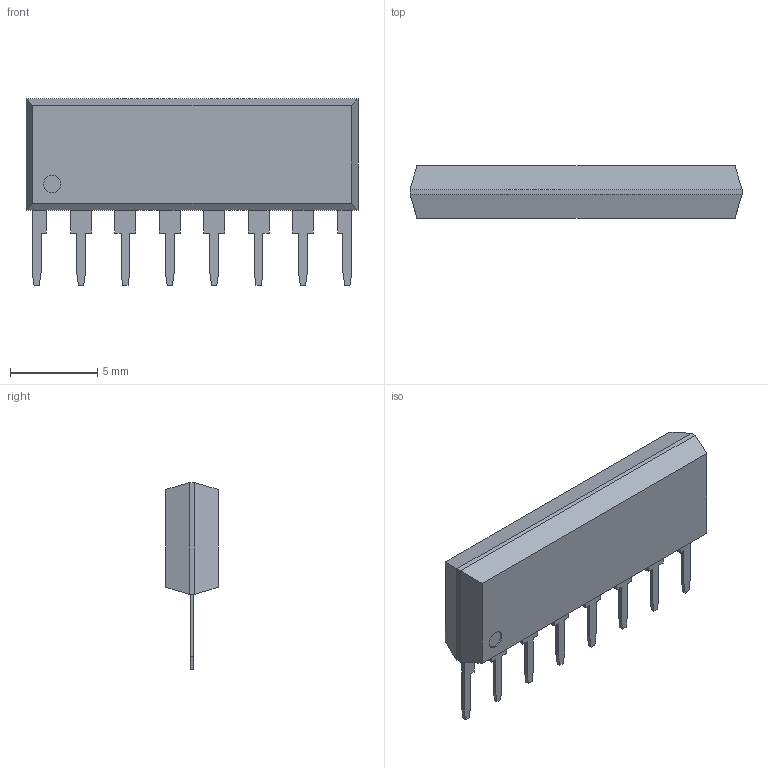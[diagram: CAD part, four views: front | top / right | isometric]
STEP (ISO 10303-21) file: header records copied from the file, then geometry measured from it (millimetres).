
FILE_DESCRIPTION(/* description */ ('model of SIP-8_19x3mm_P2.54mm'),/* implementation_level */ '2;1');
FILE_NAME(/* name */ 'SIP-8_19x3mm_P2.54mm.step',/* time_stamp */ '2020-01-11T11:12:59',/* author */ ('kicad StepUp','ksu'),/* organization */ ('FreeCAD'),/* preprocessor_version */ 'OCC',/* originating_system */ 'kicad StepUp',/* authorisation */ '');
FILE_SCHEMA(('AUTOMOTIVE_DESIGN { 1 0 10303 214 1 1 1 1 }'));
Length unit declared in the file: millimetre
Products named in the file (1): SIP-8_19x3mm_P2.54mm
Bounding box: 19 x 3 x 10.7 mm (x, y, z)
Volume: 342.2 mm3; surface area: 417 mm2
Topology: 1 solids, 1 shells, 100 faces, 259 edges, 170 vertices
Faces by surface type: plane 99, cylinder 1
Full cylindrical faces by diameter (mm): 1 x1
Entity records: 3694 total; most frequent: CARTESIAN_POINT 530, ORIENTED_EDGE 518, DIRECTION 463, EDGE_CURVE 259, LINE 257, VECTOR 257, VERTEX_POINT 170, FACE_BOUND 109
